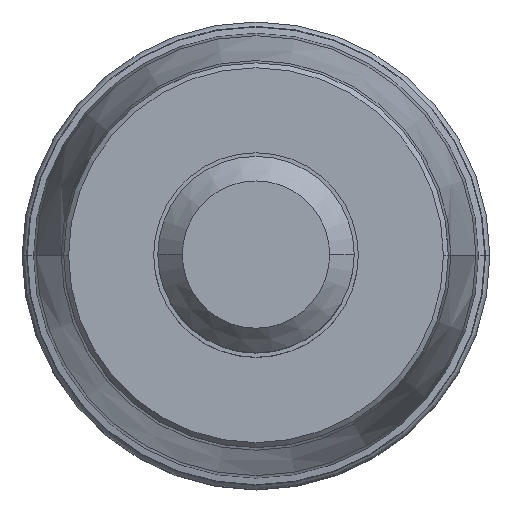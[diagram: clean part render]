
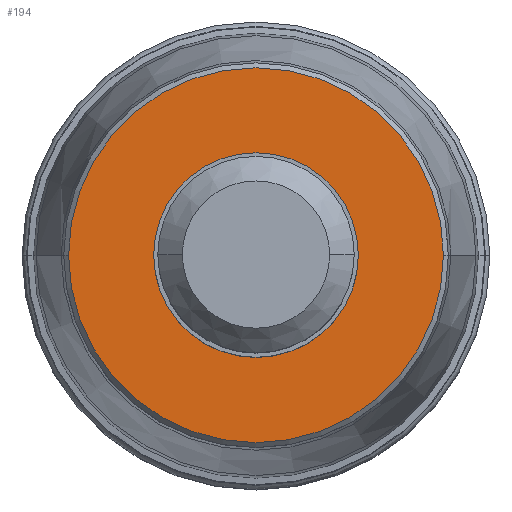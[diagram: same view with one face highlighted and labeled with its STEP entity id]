
A CAD part, top view. The second image highlights one B-rep face of the part: STEP entity #194.
In plain terms, the highlighted planar face has unit normal (0, 0, 1).
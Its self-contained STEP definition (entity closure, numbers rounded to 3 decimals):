
#29=PLANE('',#1617);
#35=FACE_BOUND('',#382,.T.);
#36=FACE_BOUND('',#383,.T.);
#194=ADVANCED_FACE('',(#35,#36),#29,.F.);
#382=EDGE_LOOP('',(#648,#649,#650,#651));
#383=EDGE_LOOP('',(#652,#653));
#648=ORIENTED_EDGE('',*,*,#1025,.T.);
#649=ORIENTED_EDGE('',*,*,#1029,.T.);
#650=ORIENTED_EDGE('',*,*,#1028,.T.);
#651=ORIENTED_EDGE('',*,*,#1026,.T.);
#652=ORIENTED_EDGE('',*,*,#1030,.T.);
#653=ORIENTED_EDGE('',*,*,#1031,.T.);
#864=VERTEX_POINT('',#3327);
#865=VERTEX_POINT('',#3329);
#866=VERTEX_POINT('',#3331);
#867=VERTEX_POINT('',#3335);
#868=VERTEX_POINT('',#3339);
#869=VERTEX_POINT('',#3340);
#1025=EDGE_CURVE('',#865,#864,#1235,.T.);
#1026=EDGE_CURVE('',#866,#865,#1236,.T.);
#1028=EDGE_CURVE('',#867,#866,#1237,.T.);
#1029=EDGE_CURVE('',#864,#867,#1238,.T.);
#1030=EDGE_CURVE('',#868,#869,#1239,.T.);
#1031=EDGE_CURVE('',#869,#868,#1240,.T.);
#1235=CIRCLE('',#1609,11.45);
#1236=CIRCLE('',#1610,11.45);
#1237=CIRCLE('',#1612,11.45);
#1238=CIRCLE('',#1613,11.45);
#1239=CIRCLE('',#1615,6.25);
#1240=CIRCLE('',#1616,6.25);
#1609=AXIS2_PLACEMENT_3D('',#3328,#1973,#1974);
#1610=AXIS2_PLACEMENT_3D('',#3330,#1975,#1976);
#1612=AXIS2_PLACEMENT_3D('',#3334,#1980,#1981);
#1613=AXIS2_PLACEMENT_3D('',#3336,#1982,#1983);
#1615=AXIS2_PLACEMENT_3D('',#3338,#1986,#1987);
#1616=AXIS2_PLACEMENT_3D('',#3341,#1988,#1989);
#1617=AXIS2_PLACEMENT_3D('',#3342,#1990,#1991);
#1973=DIRECTION('',(0.,0.,1.));
#1974=DIRECTION('',(0.,1.,0.));
#1975=DIRECTION('',(0.,0.,1.));
#1976=DIRECTION('',(1.,0.,0.));
#1980=DIRECTION('',(0.,0.,1.));
#1981=DIRECTION('',(0.,-1.,0.));
#1982=DIRECTION('',(0.,0.,1.));
#1983=DIRECTION('',(-1.,0.,0.));
#1986=DIRECTION('',(0.,0.,-1.));
#1987=DIRECTION('',(-1.,0.,0.));
#1988=DIRECTION('',(0.,0.,-1.));
#1989=DIRECTION('',(1.,0.,0.));
#1990=DIRECTION('',(0.,0.,-1.));
#1991=DIRECTION('',(1.,0.,0.));
#3327=CARTESIAN_POINT('',(-11.45,0.,0.));
#3328=CARTESIAN_POINT('',(0.,0.,0.));
#3329=CARTESIAN_POINT('',(0.,11.45,0.));
#3330=CARTESIAN_POINT('',(0.,0.,0.));
#3331=CARTESIAN_POINT('',(11.45,0.,0.));
#3334=CARTESIAN_POINT('',(0.,0.,0.));
#3335=CARTESIAN_POINT('',(0.,-11.45,0.));
#3336=CARTESIAN_POINT('',(0.,0.,0.));
#3338=CARTESIAN_POINT('',(0.,0.,0.));
#3339=CARTESIAN_POINT('',(-6.25,0.,0.));
#3340=CARTESIAN_POINT('',(6.25,0.,0.));
#3341=CARTESIAN_POINT('',(0.,0.,0.));
#3342=CARTESIAN_POINT('',(0.,0.,0.));
